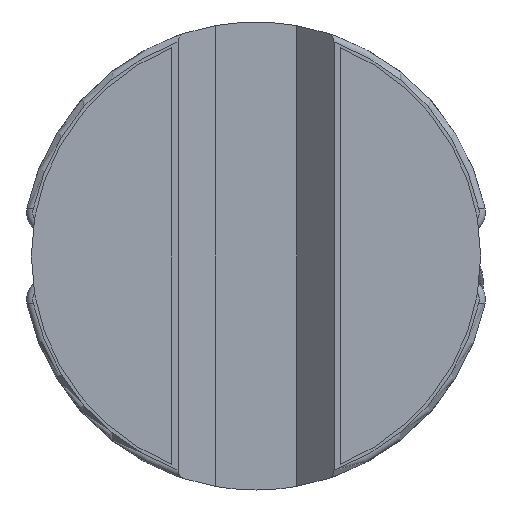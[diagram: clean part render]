
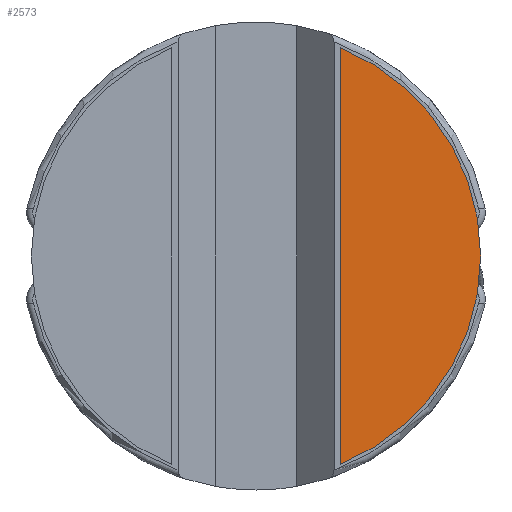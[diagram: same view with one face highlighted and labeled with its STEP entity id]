
A CAD part, front view. The second image highlights one B-rep face of the part: STEP entity #2573.
In plain terms, the highlighted planar face has unit normal (0, -1, 0).
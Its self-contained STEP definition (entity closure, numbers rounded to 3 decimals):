
#2 = DIRECTION ( 'NONE',  ( 0., 0., 1. ) ) ;
#292 = DIRECTION ( 'NONE',  ( 0., 0., -1. ) ) ;
#376 = LINE ( 'NONE', #3837, #4443 ) ;
#571 = ORIENTED_EDGE ( 'NONE', *, *, #4935, .T. ) ;
#687 = EDGE_LOOP ( 'NONE', ( #1447, #571 ) ) ;
#724 = VERTEX_POINT ( 'NONE', #2392 ) ;
#844 = FACE_OUTER_BOUND ( 'NONE', #687, .T. ) ;
#940 = CARTESIAN_POINT ( 'NONE',  ( 0., 0., 0. ) ) ;
#1334 = DIRECTION ( 'NONE',  ( 0., 0., 1. ) ) ;
#1447 = ORIENTED_EDGE ( 'NONE', *, *, #4569, .T. ) ;
#1691 = AXIS2_PLACEMENT_3D ( 'NONE', #4721, #2372, #2 ) ;
#1720 = PLANE ( 'NONE',  #2344 ) ;
#2344 = AXIS2_PLACEMENT_3D ( 'NONE', #940, #3699, #1334 ) ;
#2372 = DIRECTION ( 'NONE',  ( 0., -1., 0. ) ) ;
#2392 = CARTESIAN_POINT ( 'NONE',  ( 1.35, 0., -3.337 ) ) ;
#2573 = ADVANCED_FACE ( 'NONE', ( #844 ), #1720, .F. ) ;
#3317 = CARTESIAN_POINT ( 'NONE',  ( 1.35, 0., 3.337 ) ) ;
#3699 = DIRECTION ( 'NONE',  ( 0., 1., 0. ) ) ;
#3837 = CARTESIAN_POINT ( 'NONE',  ( 1.35, 0., 3.337 ) ) ;
#3876 = VERTEX_POINT ( 'NONE', #3317 ) ;
#4443 = VECTOR ( 'NONE', #292, 1000. ) ;
#4569 = EDGE_CURVE ( 'NONE', #724, #3876, #4754, .T. ) ;
#4721 = CARTESIAN_POINT ( 'NONE',  ( 0., 0., 0. ) ) ;
#4754 = CIRCLE ( 'NONE', #1691, 3.6 ) ;
#4935 = EDGE_CURVE ( 'NONE', #3876, #724, #376, .T. ) ;
